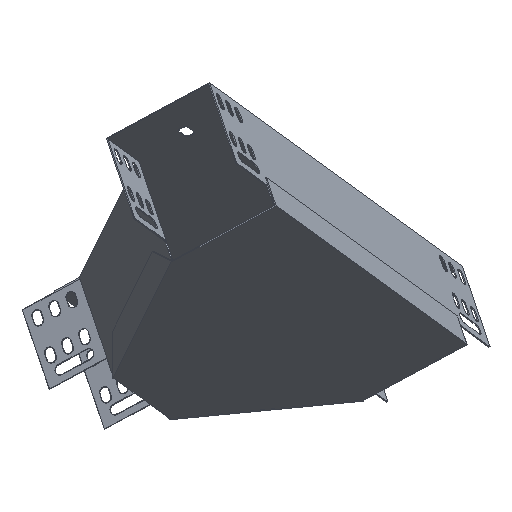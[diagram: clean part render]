
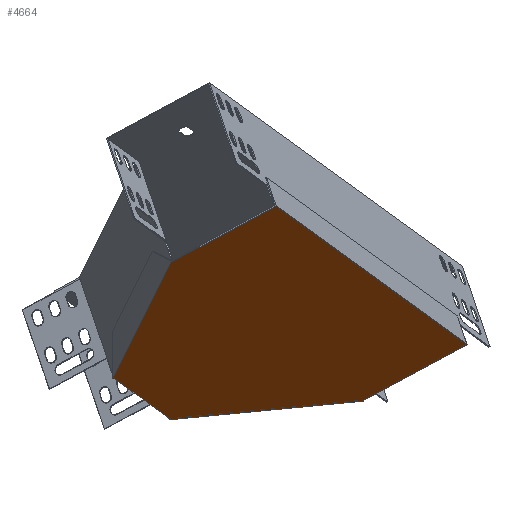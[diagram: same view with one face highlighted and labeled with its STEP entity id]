
A CAD part, front view. The second image highlights one B-rep face of the part: STEP entity #4664.
In plain terms, the highlighted planar face has unit normal (0.283, -0.485, -0.827).
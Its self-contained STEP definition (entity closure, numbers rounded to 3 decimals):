
#18 = AXIS2_PLACEMENT_3D ( 'NONE', #6113, #1451, #494 ) ;
#55 = VECTOR ( 'NONE', #3187, 1000. ) ;
#128 = CARTESIAN_POINT ( 'NONE',  ( -100.33, 195.82, 74.817 ) ) ;
#286 = ORIENTED_EDGE ( 'NONE', *, *, #2957, .F. ) ;
#320 = VERTEX_POINT ( 'NONE', #1569 ) ;
#489 = VERTEX_POINT ( 'NONE', #4857 ) ;
#494 = DIRECTION ( 'NONE',  ( -0.455, -0.827, 0.33 ) ) ;
#552 = PLANE ( 'NONE',  #18 ) ;
#586 = ORIENTED_EDGE ( 'NONE', *, *, #1879, .F. ) ;
#599 = DIRECTION ( 'NONE',  ( 0.919, 0.385, 0.088 ) ) ;
#690 = VECTOR ( 'NONE', #1378, 1000. ) ;
#999 = LINE ( 'NONE', #7239, #4249 ) ;
#1050 = VERTEX_POINT ( 'NONE', #1159 ) ;
#1069 = DIRECTION ( 'NONE',  ( 0.455, 0.827, -0.33 ) ) ;
#1159 = CARTESIAN_POINT ( 'NONE',  ( 136.537, 294.559, 97.867 ) ) ;
#1334 = ORIENTED_EDGE ( 'NONE', *, *, #1770, .T. ) ;
#1344 = EDGE_CURVE ( 'NONE', #3846, #1050, #3793, .T. ) ;
#1378 = DIRECTION ( 'NONE',  ( 0.276, -0.785, 0.555 ) ) ;
#1436 = CARTESIAN_POINT ( 'NONE',  ( -62.466, 263.672, 47.948 ) ) ;
#1451 = DIRECTION ( 'NONE',  ( -0.283, 0.485, 0.827 ) ) ;
#1486 = ORIENTED_EDGE ( 'NONE', *, *, #1754, .F. ) ;
#1488 = EDGE_CURVE ( 'NONE', #2483, #1506, #3113, .T. ) ;
#1506 = VERTEX_POINT ( 'NONE', #6714 ) ;
#1569 = CARTESIAN_POINT ( 'NONE',  ( 67.239, 318.739, 59.983 ) ) ;
#1660 = EDGE_CURVE ( 'NONE', #3023, #7808, #8393, .T. ) ;
#1754 = EDGE_CURVE ( 'NONE', #489, #7808, #4218, .T. ) ;
#1757 = VECTOR ( 'NONE', #7840, 1000. ) ;
#1770 = EDGE_CURVE ( 'NONE', #489, #320, #999, .T. ) ;
#1776 = CARTESIAN_POINT ( 'NONE',  ( -99.044, 196.359, 74.941 ) ) ;
#1879 = EDGE_CURVE ( 'NONE', #2483, #1050, #5676, .T. ) ;
#2201 = DIRECTION ( 'NONE',  ( 0.919, 0.385, 0.088 ) ) ;
#2297 = VECTOR ( 'NONE', #1069, 1000. ) ;
#2458 = EDGE_CURVE ( 'NONE', #7745, #4289, #8272, .T. ) ;
#2483 = VERTEX_POINT ( 'NONE', #4364 ) ;
#2957 = EDGE_CURVE ( 'NONE', #4289, #1506, #8689, .T. ) ;
#3023 = VERTEX_POINT ( 'NONE', #8115 ) ;
#3085 = VECTOR ( 'NONE', #3317, 1000. ) ;
#3113 = LINE ( 'NONE', #7587, #5528 ) ;
#3187 = DIRECTION ( 'NONE',  ( 0.276, -0.785, 0.555 ) ) ;
#3317 = DIRECTION ( 'NONE',  ( 0.276, -0.785, 0.555 ) ) ;
#3363 = CARTESIAN_POINT ( 'NONE',  ( 67.459, 318.111, 60.427 ) ) ;
#3588 = CARTESIAN_POINT ( 'NONE',  ( -100.642, 196.708, 74.189 ) ) ;
#3694 = ORIENTED_EDGE ( 'NONE', *, *, #1344, .T. ) ;
#3793 = LINE ( 'NONE', #8898, #8574 ) ;
#3807 = ORIENTED_EDGE ( 'NONE', *, *, #1488, .T. ) ;
#3846 = VERTEX_POINT ( 'NONE', #8446 ) ;
#4037 = ORIENTED_EDGE ( 'NONE', *, *, #2458, .F. ) ;
#4218 = LINE ( 'NONE', #1436, #3085 ) ;
#4249 = VECTOR ( 'NONE', #6986, 1000. ) ;
#4289 = VERTEX_POINT ( 'NONE', #4621 ) ;
#4364 = CARTESIAN_POINT ( 'NONE',  ( 8.845, 62.267, 190.517 ) ) ;
#4443 = EDGE_CURVE ( 'NONE', #7745, #3023, #8228, .T. ) ;
#4621 = CARTESIAN_POINT ( 'NONE',  ( -61.353, 84.81, 153.286 ) ) ;
#4664 = ADVANCED_FACE ( 'NONE', ( #6631 ), #552, .F. ) ;
#4857 = CARTESIAN_POINT ( 'NONE',  ( -62.687, 264.3, 47.504 ) ) ;
#5023 = EDGE_LOOP ( 'NONE', ( #6582, #1486, #1334, #5606, #3694, #586, #3807, #286, #4037, #7532 ) ) ;
#5118 = EDGE_CURVE ( 'NONE', #320, #3846, #7645, .T. ) ;
#5528 = VECTOR ( 'NONE', #7389, 1000. ) ;
#5606 = ORIENTED_EDGE ( 'NONE', *, *, #5118, .T. ) ;
#5653 = VECTOR ( 'NONE', #599, 1000. ) ;
#5676 = LINE ( 'NONE', #8010, #1757 ) ;
#6113 = CARTESIAN_POINT ( 'NONE',  ( -114.791, 241.208, 43.239 ) ) ;
#6582 = ORIENTED_EDGE ( 'NONE', *, *, #1660, .T. ) ;
#6631 = FACE_OUTER_BOUND ( 'NONE', #5023, .T. ) ;
#6714 = CARTESIAN_POINT ( 'NONE',  ( -60.067, 85.348, 153.41 ) ) ;
#6986 = DIRECTION ( 'NONE',  ( 0.919, 0.385, 0.088 ) ) ;
#7239 = CARTESIAN_POINT ( 'NONE',  ( -63.726, 263.864, 47.404 ) ) ;
#7389 = DIRECTION ( 'NONE',  ( -0.845, 0.283, -0.455 ) ) ;
#7532 = ORIENTED_EDGE ( 'NONE', *, *, #4443, .T. ) ;
#7587 = CARTESIAN_POINT ( 'NONE',  ( 8.169, 62.494, 190.153 ) ) ;
#7645 = LINE ( 'NONE', #3363, #55 ) ;
#7715 = CARTESIAN_POINT ( 'NONE',  ( -99.595, 196.128, 74.888 ) ) ;
#7745 = VERTEX_POINT ( 'NONE', #128 ) ;
#7808 = VERTEX_POINT ( 'NONE', #8518 ) ;
#7840 = DIRECTION ( 'NONE',  ( 0.455, 0.827, -0.33 ) ) ;
#8010 = CARTESIAN_POINT ( 'NONE',  ( 8.331, 61.331, 190.89 ) ) ;
#8115 = CARTESIAN_POINT ( 'NONE',  ( -99.044, 196.359, 74.941 ) ) ;
#8228 = LINE ( 'NONE', #7715, #8648 ) ;
#8255 = CARTESIAN_POINT ( 'NONE',  ( -60.618, 85.117, 153.357 ) ) ;
#8272 = LINE ( 'NONE', #3588, #690 ) ;
#8393 = LINE ( 'NONE', #1776, #2297 ) ;
#8446 = CARTESIAN_POINT ( 'NONE',  ( 67.624, 317.64, 60.76 ) ) ;
#8518 = CARTESIAN_POINT ( 'NONE',  ( -62.301, 263.201, 48.281 ) ) ;
#8574 = VECTOR ( 'NONE', #8589, 1000. ) ;
#8589 = DIRECTION ( 'NONE',  ( 0.845, -0.283, 0.455 ) ) ;
#8648 = VECTOR ( 'NONE', #2201, 1000. ) ;
#8689 = LINE ( 'NONE', #8255, #5653 ) ;
#8898 = CARTESIAN_POINT ( 'NONE',  ( 67.624, 317.64, 60.76 ) ) ;
